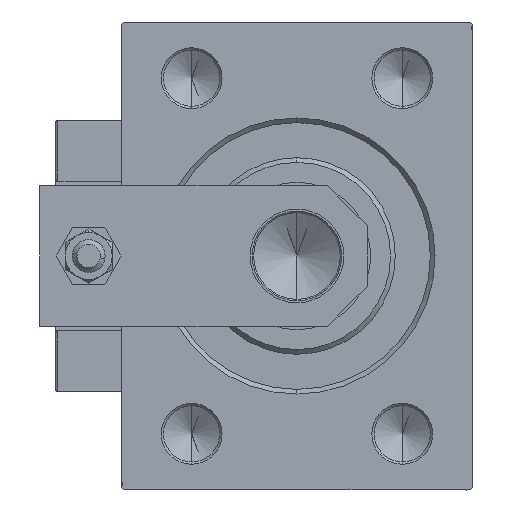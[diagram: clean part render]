
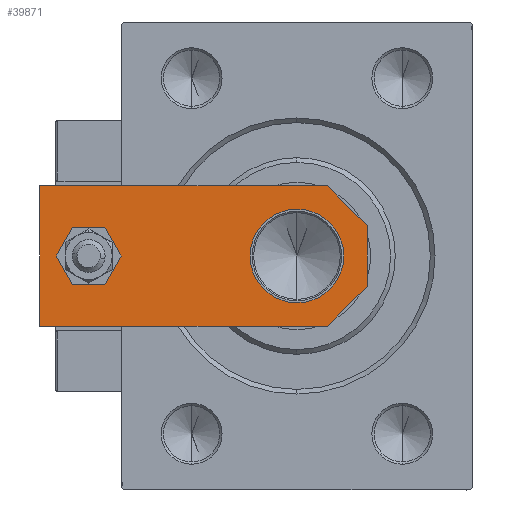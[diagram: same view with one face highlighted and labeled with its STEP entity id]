
A CAD part, left-side view. The second image highlights one B-rep face of the part: STEP entity #39871.
In plain terms, the highlighted face is planar.
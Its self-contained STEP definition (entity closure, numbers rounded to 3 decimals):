
#780 = CARTESIAN_POINT ( 'NONE',  ( 0., 15., 8. ) ) ;
#847 = AXIS2_PLACEMENT_3D ( 'NONE', #9663, #4667, #49072 ) ;
#1306 = ORIENTED_EDGE ( 'NONE', *, *, #34085, .T. ) ;
#2012 = VECTOR ( 'NONE', #24774, 1000. ) ;
#2852 = AXIS2_PLACEMENT_3D ( 'NONE', #7711, #7190, #23348 ) ;
#2991 = VECTOR ( 'NONE', #23698, 1000. ) ;
#3123 = ORIENTED_EDGE ( 'NONE', *, *, #20518, .T. ) ;
#3309 = EDGE_CURVE ( 'NONE', #33300, #45797, #35358, .T. ) ;
#4115 = AXIS2_PLACEMENT_3D ( 'NONE', #780, #29091, #45196 ) ;
#4345 = CARTESIAN_POINT ( 'NONE',  ( -15., 70., 8. ) ) ;
#4667 = DIRECTION ( 'NONE',  ( 0., 0., 1. ) ) ;
#4898 = VECTOR ( 'NONE', #41974, 1000. ) ;
#5002 = DIRECTION ( 'NONE',  ( 0., 0., 1. ) ) ;
#7190 = DIRECTION ( 'NONE',  ( 0., 0., 1. ) ) ;
#7347 = CARTESIAN_POINT ( 'NONE',  ( 15., 70., 8. ) ) ;
#7711 = CARTESIAN_POINT ( 'NONE',  ( 0., 15., 8. ) ) ;
#7954 = EDGE_CURVE ( 'NONE', #32021, #18450, #39700, .T. ) ;
#9663 = CARTESIAN_POINT ( 'NONE',  ( 0., 59.5, 8. ) ) ;
#10319 = VERTEX_POINT ( 'NONE', #28744 ) ;
#10552 = ORIENTED_EDGE ( 'NONE', *, *, #7954, .F. ) ;
#10856 = VERTEX_POINT ( 'NONE', #21139 ) ;
#11633 = FACE_BOUND ( 'NONE', #41283, .T. ) ;
#12513 = CARTESIAN_POINT ( 'NONE',  ( -3.25, -3.25, 8. ) ) ;
#12667 = ORIENTED_EDGE ( 'NONE', *, *, #42682, .T. ) ;
#13318 = ORIENTED_EDGE ( 'NONE', *, *, #13700, .F. ) ;
#13700 = EDGE_CURVE ( 'NONE', #18450, #32021, #23007, .T. ) ;
#15077 = DIRECTION ( 'NONE',  ( 1., 0., 0. ) ) ;
#15337 = DIRECTION ( 'NONE',  ( 0., 0., 1. ) ) ;
#16012 = EDGE_CURVE ( 'NONE', #45797, #33300, #40816, .T. ) ;
#16398 = ORIENTED_EDGE ( 'NONE', *, *, #3309, .F. ) ;
#16733 = LINE ( 'NONE', #12513, #34126 ) ;
#18450 = VERTEX_POINT ( 'NONE', #42722 ) ;
#19187 = LINE ( 'NONE', #51953, #2991 ) ;
#20518 = EDGE_CURVE ( 'NONE', #10319, #30921, #32190, .T. ) ;
#20813 = AXIS2_PLACEMENT_3D ( 'NONE', #23813, #15337, #15077 ) ;
#21139 = CARTESIAN_POINT ( 'NONE',  ( -15., 70., 8. ) ) ;
#21983 = FACE_BOUND ( 'NONE', #24122, .T. ) ;
#22633 = CARTESIAN_POINT ( 'NONE',  ( 15., 8.5, 8. ) ) ;
#23007 = CIRCLE ( 'NONE', #28911, 4. ) ;
#23034 = PLANE ( 'NONE',  #20813 ) ;
#23348 = DIRECTION ( 'NONE',  ( 1., 0., 0. ) ) ;
#23582 = DIRECTION ( 'NONE',  ( -1., 0., 0. ) ) ;
#23698 = DIRECTION ( 'NONE',  ( 1., 0., 0. ) ) ;
#23813 = CARTESIAN_POINT ( 'NONE',  ( 0., 0., 8. ) ) ;
#24122 = EDGE_LOOP ( 'NONE', ( #10552, #13318 ) ) ;
#24264 = ORIENTED_EDGE ( 'NONE', *, *, #16012, .F. ) ;
#24774 = DIRECTION ( 'NONE',  ( 0.707, 0.707, 0. ) ) ;
#25866 = CARTESIAN_POINT ( 'NONE',  ( 15., 0., 8. ) ) ;
#27685 = VERTEX_POINT ( 'NONE', #46898 ) ;
#27773 = FACE_OUTER_BOUND ( 'NONE', #39147, .T. ) ;
#27792 = CARTESIAN_POINT ( 'NONE',  ( 15., 70., 8. ) ) ;
#28744 = CARTESIAN_POINT ( 'NONE',  ( 6.5, 0., 8. ) ) ;
#28911 = AXIS2_PLACEMENT_3D ( 'NONE', #41218, #5002, #29341 ) ;
#29091 = DIRECTION ( 'NONE',  ( 0., 0., 1. ) ) ;
#29291 = CARTESIAN_POINT ( 'NONE',  ( -10., 15., 8. ) ) ;
#29341 = DIRECTION ( 'NONE',  ( 1., 0., 0. ) ) ;
#30439 = ORIENTED_EDGE ( 'NONE', *, *, #50642, .T. ) ;
#30921 = VERTEX_POINT ( 'NONE', #22633 ) ;
#32021 = VERTEX_POINT ( 'NONE', #47337 ) ;
#32190 = LINE ( 'NONE', #35879, #2012 ) ;
#33300 = VERTEX_POINT ( 'NONE', #51510 ) ;
#33749 = VERTEX_POINT ( 'NONE', #52232 ) ;
#34085 = EDGE_CURVE ( 'NONE', #27685, #33749, #16733, .T. ) ;
#34126 = VECTOR ( 'NONE', #41042, 1000. ) ;
#35358 = CIRCLE ( 'NONE', #4115, 10. ) ;
#35879 = CARTESIAN_POINT ( 'NONE',  ( 3.25, -3.25, 8. ) ) ;
#35966 = LINE ( 'NONE', #27792, #37902 ) ;
#36300 = VERTEX_POINT ( 'NONE', #7347 ) ;
#36648 = EDGE_CURVE ( 'NONE', #33749, #10319, #19187, .T. ) ;
#37902 = VECTOR ( 'NONE', #23582, 1000. ) ;
#39147 = EDGE_LOOP ( 'NONE', ( #30439, #1306, #49430, #3123, #12667, #41694 ) ) ;
#39694 = VECTOR ( 'NONE', #45026, 1000. ) ;
#39700 = CIRCLE ( 'NONE', #847, 4. ) ;
#39871 = ADVANCED_FACE ( 'NONE', ( #21983, #27773, #11633 ), #23034, .T. ) ;
#40816 = CIRCLE ( 'NONE', #2852, 10. ) ;
#41042 = DIRECTION ( 'NONE',  ( 0.707, -0.707, 0. ) ) ;
#41218 = CARTESIAN_POINT ( 'NONE',  ( 0., 59.5, 8. ) ) ;
#41283 = EDGE_LOOP ( 'NONE', ( #24264, #16398 ) ) ;
#41582 = LINE ( 'NONE', #4345, #39694 ) ;
#41694 = ORIENTED_EDGE ( 'NONE', *, *, #48297, .T. ) ;
#41974 = DIRECTION ( 'NONE',  ( 0., 1., 0. ) ) ;
#42682 = EDGE_CURVE ( 'NONE', #30921, #36300, #45940, .T. ) ;
#42722 = CARTESIAN_POINT ( 'NONE',  ( 4., 59.5, 8. ) ) ;
#45026 = DIRECTION ( 'NONE',  ( 0., -1., 0. ) ) ;
#45196 = DIRECTION ( 'NONE',  ( 1., 0., 0. ) ) ;
#45797 = VERTEX_POINT ( 'NONE', #29291 ) ;
#45940 = LINE ( 'NONE', #25866, #4898 ) ;
#46898 = CARTESIAN_POINT ( 'NONE',  ( -15., 8.5, 8. ) ) ;
#47337 = CARTESIAN_POINT ( 'NONE',  ( -4., 59.5, 8. ) ) ;
#48297 = EDGE_CURVE ( 'NONE', #36300, #10856, #35966, .T. ) ;
#49072 = DIRECTION ( 'NONE',  ( 1., 0., 0. ) ) ;
#49430 = ORIENTED_EDGE ( 'NONE', *, *, #36648, .T. ) ;
#50642 = EDGE_CURVE ( 'NONE', #10856, #27685, #41582, .T. ) ;
#51510 = CARTESIAN_POINT ( 'NONE',  ( 10., 15., 8. ) ) ;
#51953 = CARTESIAN_POINT ( 'NONE',  ( -15., 0., 8. ) ) ;
#52232 = CARTESIAN_POINT ( 'NONE',  ( -6.5, 0., 8. ) ) ;
